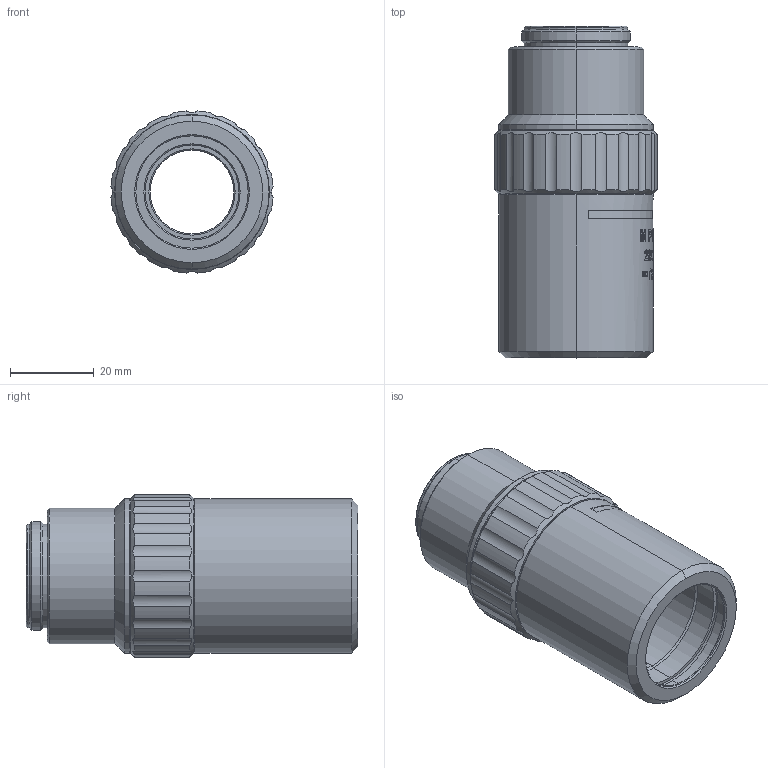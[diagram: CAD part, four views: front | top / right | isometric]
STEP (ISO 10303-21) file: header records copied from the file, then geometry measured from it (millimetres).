
FILE_DESCRIPTION (( 'STEP AP214' ), '1' );
FILE_NAME ('690097.STEP', '2025-06-18T08:56:48', ( '' ), ( '' ), 'SwSTEP 2.0', 'SolidWorks 2020', '' );
FILE_SCHEMA (( 'AUTOMOTIVE_DESIGN' ));
Length unit declared in the file: millimetre
Products named in the file (4): 装饰圈.stp; 俋杶.stp; 昜噩褲.stp; 690097
Assembly tree (3 placements, depth 2):
  690097
    俋杶.stp
    昜噩褲.stp
    装饰圈.stp
Bounding box: 38.7 x 79.2 x 38.7 mm (x, y, z)
Volume: 27260.9 mm3; surface area: 30183.1 mm2
Topology: 3 solids, 3 shells, 490 faces, 1239 edges, 808 vertices
Faces by surface type: bspline 194, cylinder 125, plane 121, cone 50
Entity records: 19748 total; most frequent: CARTESIAN_POINT 8781, ORIENTED_EDGE 2478, DIRECTION 1705, EDGE_CURVE 1239, VERTEX_POINT 808, AXIS2_PLACEMENT_3D 596, EDGE_LOOP 549, VECTOR 513
